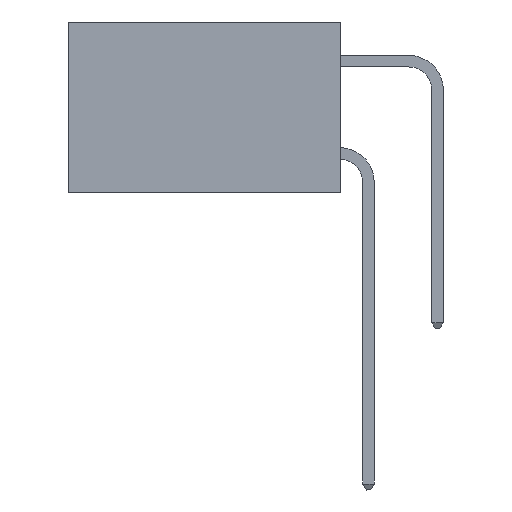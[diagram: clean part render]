
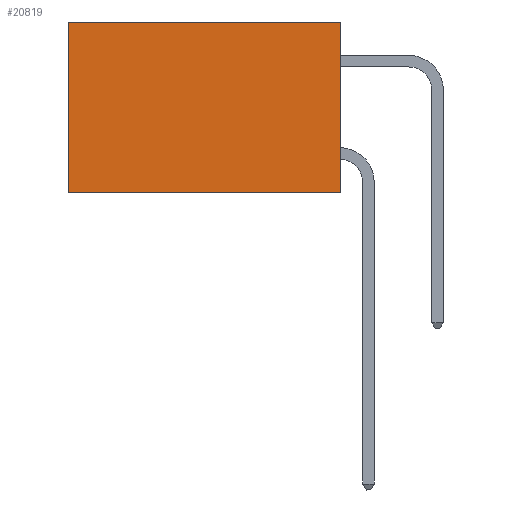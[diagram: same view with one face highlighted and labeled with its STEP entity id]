
A CAD part, left-side view. The second image highlights one B-rep face of the part: STEP entity #20819.
In plain terms, the highlighted planar face has unit normal (-1, 0, 0).
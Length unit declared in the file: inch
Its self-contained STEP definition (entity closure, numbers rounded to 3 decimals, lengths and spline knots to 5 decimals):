
#537 = DIRECTION ( 'NONE',  ( 1., 0., 0. ) ) ;
#1436 = DIRECTION ( 'NONE',  ( 0., 1., 0. ) ) ;
#2545 = ORIENTED_EDGE ( 'NONE', *, *, #7600, .T. ) ;
#2705 = VERTEX_POINT ( 'NONE', #20631 ) ;
#3110 = LINE ( 'NONE', #12523, #15182 ) ;
#3449 = EDGE_CURVE ( 'NONE', #26697, #2705, #10418, .T. ) ;
#4278 = DIRECTION ( 'NONE',  ( 0., 0., -1. ) ) ;
#4546 = CARTESIAN_POINT ( 'NONE',  ( 0.277, 0., -0.37 ) ) ;
#5315 = LINE ( 'NONE', #12321, #16574 ) ;
#6830 = CARTESIAN_POINT ( 'NONE',  ( 0.277, 0., 0. ) ) ;
#7600 = EDGE_CURVE ( 'NONE', #26697, #30670, #22320, .T. ) ;
#8011 = VECTOR ( 'NONE', #4278, 39.37008 ) ;
#9073 = EDGE_CURVE ( 'NONE', #2705, #26305, #5315, .T. ) ;
#9874 = ORIENTED_EDGE ( 'NONE', *, *, #3449, .F. ) ;
#10418 = LINE ( 'NONE', #4546, #8011 ) ;
#11703 = CARTESIAN_POINT ( 'NONE',  ( 0.277, 0., 0. ) ) ;
#12321 = CARTESIAN_POINT ( 'NONE',  ( 0.277, 0., -0.37 ) ) ;
#12508 = EDGE_LOOP ( 'NONE', ( #18071, #31023, #9874, #2545 ) ) ;
#12523 = CARTESIAN_POINT ( 'NONE',  ( 0.277, 0.59, -0.37 ) ) ;
#13436 = CARTESIAN_POINT ( 'NONE',  ( 0.277, 0., -0.37 ) ) ;
#15182 = VECTOR ( 'NONE', #27844, 39.37008 ) ;
#15488 = VECTOR ( 'NONE', #1436, 39.37008 ) ;
#16574 = VECTOR ( 'NONE', #32619, 39.37008 ) ;
#18071 = ORIENTED_EDGE ( 'NONE', *, *, #23073, .T. ) ;
#18559 = DIRECTION ( 'NONE',  ( 0., 0., -1. ) ) ;
#20631 = CARTESIAN_POINT ( 'NONE',  ( 0.277, 0., -0.37 ) ) ;
#20819 = ADVANCED_FACE ( 'NONE', ( #22965 ), #28717, .F. ) ;
#22320 = LINE ( 'NONE', #11703, #15488 ) ;
#22965 = FACE_OUTER_BOUND ( 'NONE', #12508, .T. ) ;
#23073 = EDGE_CURVE ( 'NONE', #30670, #26305, #3110, .T. ) ;
#23586 = AXIS2_PLACEMENT_3D ( 'NONE', #13436, #537, #18559 ) ;
#25915 = CARTESIAN_POINT ( 'NONE',  ( 0.277, 0.59, -0.37 ) ) ;
#26305 = VERTEX_POINT ( 'NONE', #25915 ) ;
#26697 = VERTEX_POINT ( 'NONE', #6830 ) ;
#27844 = DIRECTION ( 'NONE',  ( 0., 0., -1. ) ) ;
#28717 = PLANE ( 'NONE',  #23586 ) ;
#30670 = VERTEX_POINT ( 'NONE', #31191 ) ;
#31023 = ORIENTED_EDGE ( 'NONE', *, *, #9073, .F. ) ;
#31191 = CARTESIAN_POINT ( 'NONE',  ( 0.277, 0.59, 0. ) ) ;
#32619 = DIRECTION ( 'NONE',  ( 0., 1., 0. ) ) ;
